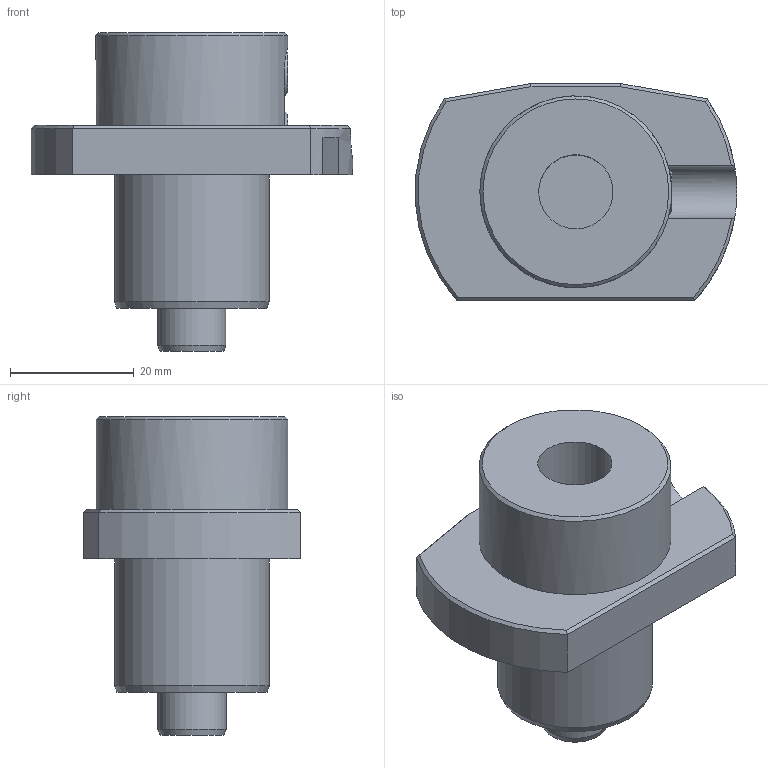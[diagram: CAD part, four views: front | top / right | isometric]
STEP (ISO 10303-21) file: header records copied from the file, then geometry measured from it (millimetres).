
FILE_DESCRIPTION(/* description */ (''),/* implementation_level */ '2;1');
FILE_NAME(/* name */ 'W9991237_stp.stp',/* time_stamp */ '2016-03-15T09:39:27+01:00',/* author */ (''),/* organization */ (''),/* preprocessor_version */ 'ST-DEVELOPER v15',/* originating_system */ 'SIEMENS PLM Software NX 9.0',/* authorisation */ '');
FILE_SCHEMA (('AUTOMOTIVE_DESIGN { 1 0 10303 214 3 1 1 1 }'));
Length unit declared in the file: millimetre
Products named in the file (1): krei22D083AD2ha6
Bounding box: 51.95 x 35 x 51.5 mm (x, y, z)
Volume: 30750.4 mm3; surface area: 9373.5 mm2
Topology: 1 solids, 1 shells, 39 faces, 89 edges, 57 vertices
Faces by surface type: plane 22, cylinder 9, cone 8
Full cylindrical faces by diameter (mm): 11 x1, 12 x1, 25 x1, 31 x1
Entity records: 1121 total; most frequent: CARTESIAN_POINT 252, DIRECTION 178, ORIENTED_EDGE 154, EDGE_CURVE 77, AXIS2_PLACEMENT_3D 69, VERTEX_POINT 54, EDGE_LOOP 53, LINE 40
